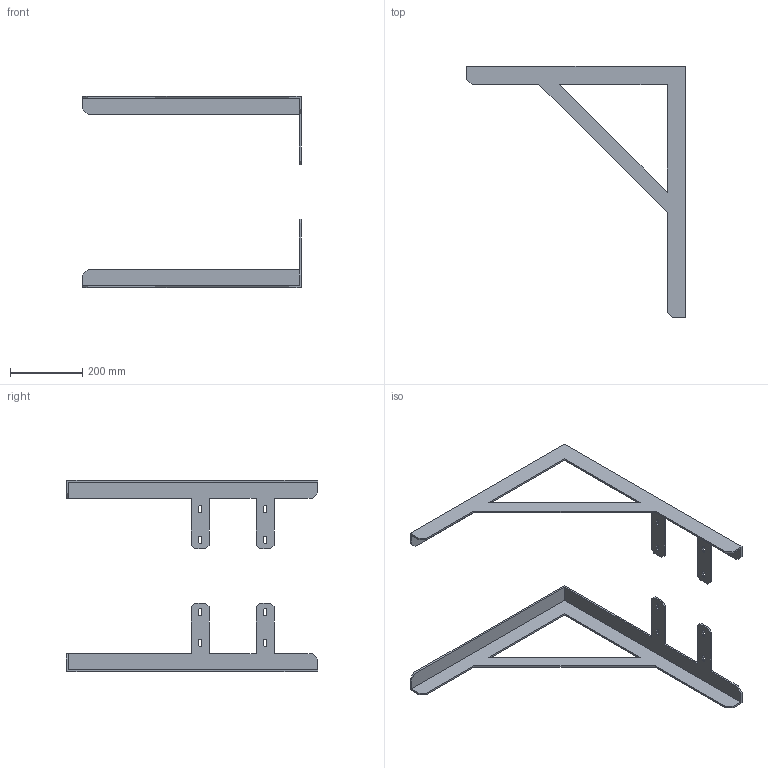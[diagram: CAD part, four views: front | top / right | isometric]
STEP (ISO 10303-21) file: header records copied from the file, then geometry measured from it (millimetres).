
FILE_DESCRIPTION((''),'2;1');
FILE_NAME('420 577 Paar.stp','2014-05-26T08:17:25',('hasch1kl'),(''),'Autodesk Inventor 2011','Autodesk Inventor 2011','');
FILE_SCHEMA(('AUTOMOTIVE_DESIGN { 1 0 10303 214 1 1 1 1 }'));
Length unit declared in the file: millimetre
Products named in the file (1): 420 577 Paar
Bounding box: 605 x 695 x 530 mm (x, y, z)
Volume: 1519326.7 mm3; surface area: 649731.1 mm2
Topology: 2 solids, 2 shells, 94 faces, 303 edges, 246 vertices
Faces by surface type: plane 78, cylinder 16
Entity records: 3502 total; most frequent: CARTESIAN_POINT 619, ORIENTED_EDGE 540, DIRECTION 533, EDGE_CURVE 270, VECTOR 263, LINE 263, VERTEX_POINT 180, AXIS2_PLACEMENT_3D 135
